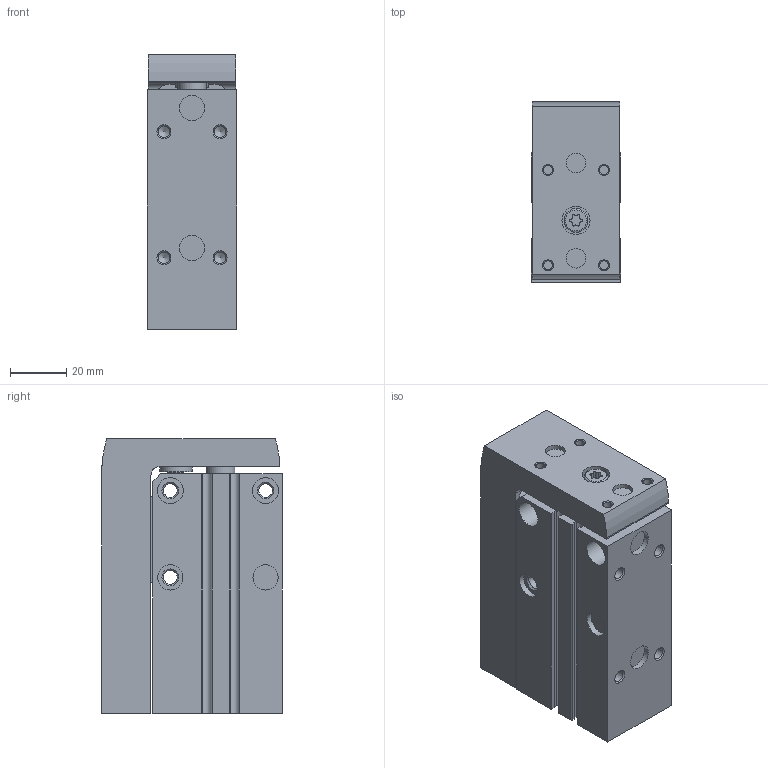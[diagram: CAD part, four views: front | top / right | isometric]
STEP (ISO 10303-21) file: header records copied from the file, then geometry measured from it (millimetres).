
FILE_DESCRIPTION(/* description */ ('STEP AP214'),/* implementation_level */ '2;1');
FILE_NAME(/* name */ '8164082_DGSS-20-30-E1A',/* time_stamp */ '2024-08-16T05:18:18+02:00',/* author */ ('License CC BY-ND 4.0'),/* organization */ ('CADENAS'),/* preprocessor_version */ 'ST-DEVELOPER v19.3',/* originating_system */ 'PARTsolutions',/* authorisation */ ' ');
FILE_SCHEMA (('AUTOMOTIVE_DESIGN {1 0 10303 214 3 1 1}'));
Length unit declared in the file: millimetre
Products named in the file (3): 8164082 DGSS-20-30-E1A---(0_high); 8147516 DGSS-20-30---(high_h); 8147516 DGSS-20-30---(high_s)
Assembly tree (2 placements, depth 2):
  8164082 DGSS-20-30-E1A---(0_high)
    8147516 DGSS-20-30---(high_h)
    8147516 DGSS-20-30---(high_s)
Bounding box: 32 x 64.5 x 98 mm (x, y, z)
Volume: 154667.3 mm3; surface area: 54448.5 mm2
Topology: 2 solids, 2 shells, 374 faces, 915 edges, 595 vertices
Faces by surface type: cylinder 161, plane 160, cone 47, torus 6
Full cylindrical faces by diameter (mm): 2 x2, 2.459 x2, 3.242 x10, 4.134 x10, 4.917 x4, 5.8 x1, 7 x8, 8 x6, 8.5 x1, 9 x6, 9.3 x4, 10 x1, 10.1 x2, 11.5 x1, 20 x2, 22 x1
Entity records: 11699 total; most frequent: DIRECTION 1899, CARTESIAN_POINT 1749, ORIENTED_EDGE 1558, EDGE_CURVE 779, AXIS2_PLACEMENT_3D 745, VERTEX_POINT 583, FACE_BOUND 564, EDGE_LOOP 554
